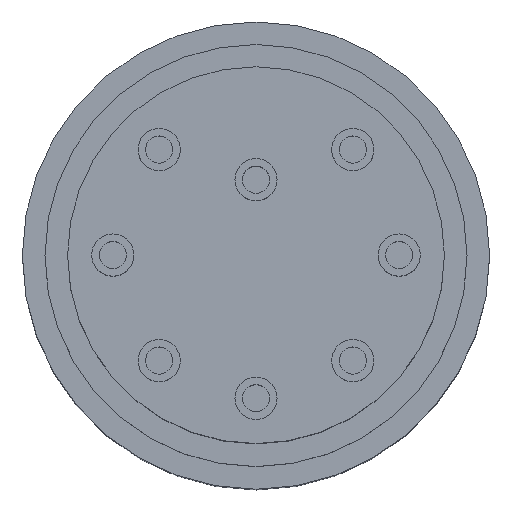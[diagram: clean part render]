
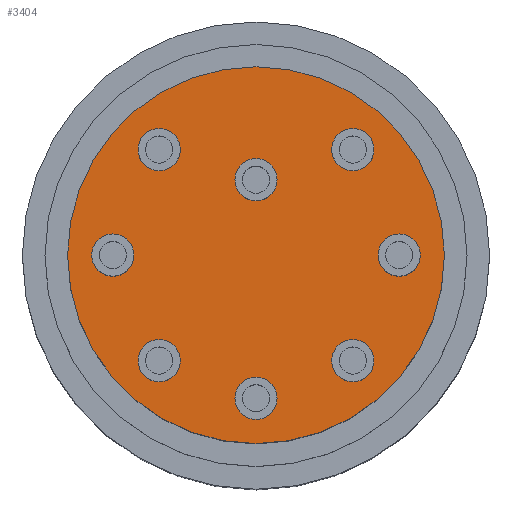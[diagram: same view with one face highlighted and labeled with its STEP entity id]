
A CAD part, top view. The second image highlights one B-rep face of the part: STEP entity #3404.
In plain terms, the highlighted planar face has unit normal (0, 0, 1).
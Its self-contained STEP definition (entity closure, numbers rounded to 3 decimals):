
#766=PLANE($,#3644);
#886=FACE_BOUND($,#1172,.T.);
#887=FACE_BOUND($,#1173,.T.);
#888=FACE_BOUND($,#1174,.T.);
#889=FACE_BOUND($,#1175,.T.);
#890=FACE_BOUND($,#1176,.T.);
#891=FACE_BOUND($,#1177,.T.);
#892=FACE_BOUND($,#1178,.T.);
#893=FACE_BOUND($,#1179,.T.);
#894=FACE_BOUND($,#1180,.T.);
#1172=EDGE_LOOP($,(#2294));
#1173=EDGE_LOOP($,(#2295));
#1174=EDGE_LOOP($,(#2296));
#1175=EDGE_LOOP($,(#2297));
#1176=EDGE_LOOP($,(#2298));
#1177=EDGE_LOOP($,(#2299));
#1178=EDGE_LOOP($,(#2300));
#1179=EDGE_LOOP($,(#2301));
#1180=EDGE_LOOP($,(#2302));
#1397=CIRCLE($,#3593,1.4);
#1401=CIRCLE($,#3600,1.4);
#1405=CIRCLE($,#3607,1.4);
#1409=CIRCLE($,#3614,1.4);
#1413=CIRCLE($,#3621,1.4);
#1417=CIRCLE($,#3628,1.4);
#1421=CIRCLE($,#3635,1.4);
#1425=CIRCLE($,#3642,1.4);
#1426=CIRCLE($,#3645,12.5);
#1451=VERTEX_POINT($,#4380);
#1455=VERTEX_POINT($,#4391);
#1459=VERTEX_POINT($,#4402);
#1463=VERTEX_POINT($,#4413);
#1467=VERTEX_POINT($,#4424);
#1471=VERTEX_POINT($,#4435);
#1475=VERTEX_POINT($,#4446);
#1479=VERTEX_POINT($,#4457);
#1480=VERTEX_POINT($,#4461);
#1781=EDGE_CURVE($,#1451,#1451,#1397,.T.);
#1785=EDGE_CURVE($,#1455,#1455,#1401,.T.);
#1789=EDGE_CURVE($,#1459,#1459,#1405,.T.);
#1793=EDGE_CURVE($,#1463,#1463,#1409,.T.);
#1797=EDGE_CURVE($,#1467,#1467,#1413,.T.);
#1801=EDGE_CURVE($,#1471,#1471,#1417,.T.);
#1805=EDGE_CURVE($,#1475,#1475,#1421,.T.);
#1809=EDGE_CURVE($,#1479,#1479,#1425,.T.);
#1810=EDGE_CURVE($,#1480,#1480,#1426,.T.);
#2294=ORIENTED_EDGE($,*,*,#1781,.T.);
#2295=ORIENTED_EDGE($,*,*,#1785,.T.);
#2296=ORIENTED_EDGE($,*,*,#1789,.T.);
#2297=ORIENTED_EDGE($,*,*,#1793,.T.);
#2298=ORIENTED_EDGE($,*,*,#1797,.T.);
#2299=ORIENTED_EDGE($,*,*,#1801,.T.);
#2300=ORIENTED_EDGE($,*,*,#1805,.T.);
#2301=ORIENTED_EDGE($,*,*,#1809,.T.);
#2302=ORIENTED_EDGE($,*,*,#1810,.F.);
#3404=ADVANCED_FACE($,(#886,#887,#888,#889,#890,#891,#892,#893,#894),#766,
 .F.);
#3593=AXIS2_PLACEMENT_3D($,#4381,#3777,#3778);
#3600=AXIS2_PLACEMENT_3D($,#4392,#3791,#3792);
#3607=AXIS2_PLACEMENT_3D($,#4403,#3805,#3806);
#3614=AXIS2_PLACEMENT_3D($,#4414,#3819,#3820);
#3621=AXIS2_PLACEMENT_3D($,#4425,#3833,#3834);
#3628=AXIS2_PLACEMENT_3D($,#4436,#3847,#3848);
#3635=AXIS2_PLACEMENT_3D($,#4447,#3861,#3862);
#3642=AXIS2_PLACEMENT_3D($,#4458,#3875,#3876);
#3644=AXIS2_PLACEMENT_3D($,#4460,#3879,#3880);
#3645=AXIS2_PLACEMENT_3D($,#4462,#3881,#3882);
#3777=DIRECTION('center_axis',(0.,0.,-1.));
#3778=DIRECTION('ref_axis',(-1.,0.,0.));
#3791=DIRECTION('center_axis',(0.,0.,-1.));
#3792=DIRECTION('ref_axis',(-1.,0.,0.));
#3805=DIRECTION('center_axis',(0.,0.,-1.));
#3806=DIRECTION('ref_axis',(-1.,0.,0.));
#3819=DIRECTION('center_axis',(0.,0.,-1.));
#3820=DIRECTION('ref_axis',(-1.,0.,0.));
#3833=DIRECTION('center_axis',(0.,0.,-1.));
#3834=DIRECTION('ref_axis',(-1.,0.,0.));
#3847=DIRECTION('center_axis',(0.,0.,-1.));
#3848=DIRECTION('ref_axis',(-1.,0.,0.));
#3861=DIRECTION('center_axis',(0.,0.,-1.));
#3862=DIRECTION('ref_axis',(-1.,0.,0.));
#3875=DIRECTION('center_axis',(0.,0.,-1.));
#3876=DIRECTION('ref_axis',(-1.,0.,0.));
#3879=DIRECTION('center_axis',(0.,0.,-1.));
#3880=DIRECTION('ref_axis',(-1.,0.,0.));
#3881=DIRECTION('center_axis',(0.,0.,-1.));
#3882=DIRECTION('ref_axis',(-1.,0.,0.));
#4380=CARTESIAN_POINT('',(1.4,5.,45.));
#4381=CARTESIAN_POINT('Origin',(0.,5.,45.));
#4391=CARTESIAN_POINT('',(1.4,-9.5,45.));
#4392=CARTESIAN_POINT('Origin',(0.,-9.5,45.));
#4402=CARTESIAN_POINT('',(7.823,7.,45.));
#4403=CARTESIAN_POINT('Origin',(6.423,7.,45.));
#4413=CARTESIAN_POINT('',(10.9,0.,45.));
#4414=CARTESIAN_POINT('Origin',(9.5,0.,45.));
#4424=CARTESIAN_POINT('',(7.823,-7.,45.));
#4425=CARTESIAN_POINT('Origin',(6.423,-7.,45.));
#4435=CARTESIAN_POINT('',(-5.023,-7.,45.));
#4436=CARTESIAN_POINT('Origin',(-6.423,-7.,45.));
#4446=CARTESIAN_POINT('',(-8.1,0.,45.));
#4447=CARTESIAN_POINT('Origin',(-9.5,0.,45.));
#4457=CARTESIAN_POINT('',(-5.023,7.,45.));
#4458=CARTESIAN_POINT('Origin',(-6.423,7.,45.));
#4460=CARTESIAN_POINT('Origin',(0.,0.,45.));
#4461=CARTESIAN_POINT('',(12.5,0.,45.));
#4462=CARTESIAN_POINT('Origin',(0.,0.,45.));
